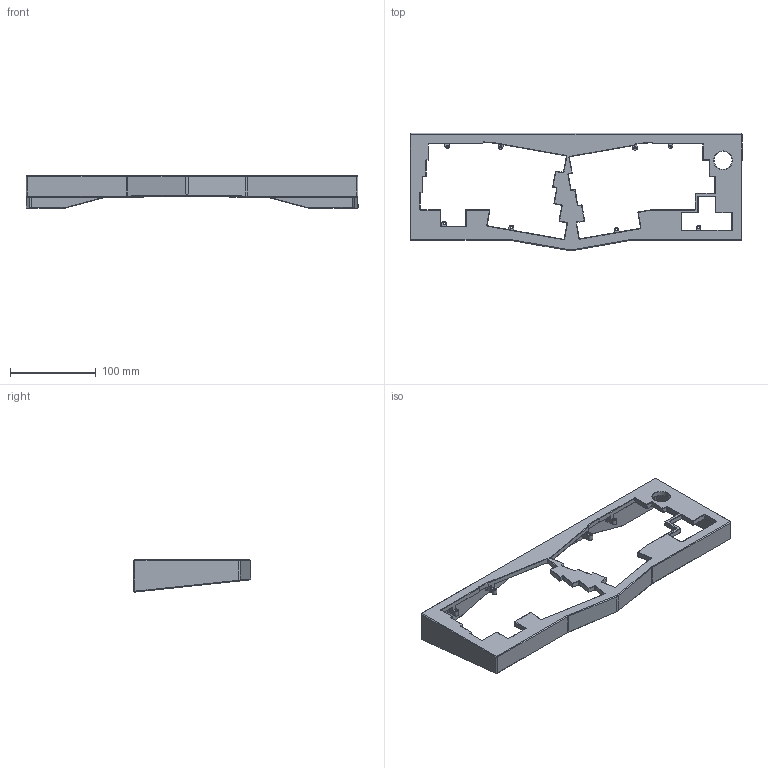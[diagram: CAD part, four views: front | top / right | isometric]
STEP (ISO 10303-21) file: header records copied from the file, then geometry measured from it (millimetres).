
FILE_DESCRIPTION(/* description */ (''),/* implementation_level */ '2;1');
FILE_NAME(/* name */ 'Top Case.step',/* time_stamp */ '2024-04-24T18:06:08+01:00',/* author */ (''),/* organization */ (''),/* preprocessor_version */ 'ST-DEVELOPER v20',/* originating_system */ 'Autodesk Translation Framework v12.20.1.177',/* authorisation */ '');
FILE_SCHEMA (('AUTOMOTIVE_DESIGN { 1 0 10303 214 3 1 1 }'));
Length unit declared in the file: millimetre
Products named in the file (2): Alice Keyboard; Top Case
Assembly tree (1 placements, depth 2):
  Alice Keyboard
    Top Case
Bounding box: 386.9 x 137.06 x 37.59 mm (x, y, z)
Volume: 216830.3 mm3; surface area: 96213.9 mm2
Topology: 1 solids, 1 shells, 637 faces, 1562 edges, 906 vertices
Faces by surface type: plane 277, cylinder 191, cone 73, bspline 38, torus 35, sphere 23
Full cylindrical faces by diameter (mm): 2.4 x6, 2.7 x2, 21 x1
Entity records: 18901 total; most frequent: CARTESIAN_POINT 3937, DIRECTION 3116, ORIENTED_EDGE 3080, EDGE_CURVE 1540, AXIS2_PLACEMENT_3D 1051, LINE 1014, VECTOR 1014, VERTEX_POINT 906
